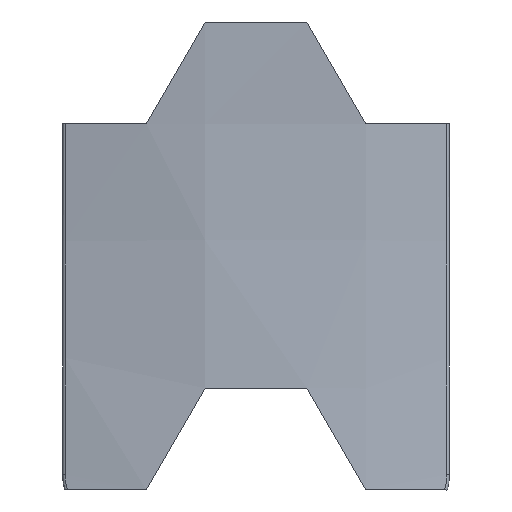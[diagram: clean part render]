
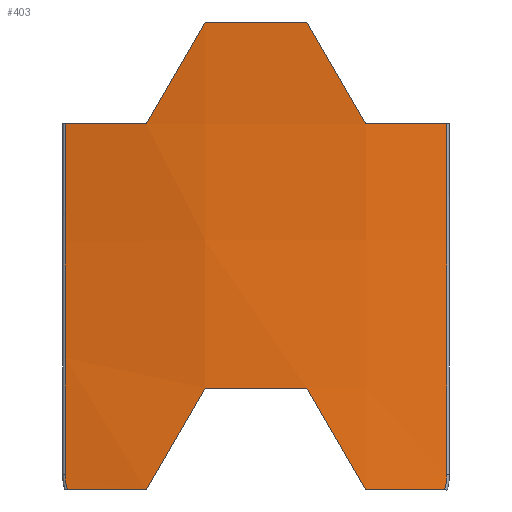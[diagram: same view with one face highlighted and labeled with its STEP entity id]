
A CAD part, front view. The second image highlights one B-rep face of the part: STEP entity #403.
In plain terms, the highlighted toroidal (fillet/blend) face has major radius 4376.74 mm and minor radius 579.438 mm.
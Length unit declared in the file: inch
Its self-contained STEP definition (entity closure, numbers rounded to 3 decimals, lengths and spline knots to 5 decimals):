
#16=TOROIDAL_SURFACE('',#451,172.3125,22.8125);
#26=CIRCLE('',#450,149.98677);
#27=CIRCLE('',#452,149.98677);
#53=FACE_OUTER_BOUND('',#77,.T.);
#77=EDGE_LOOP('',(#317,#318,#319,#320,#321,#322,#323,#324,#325,#326,#327,
#328,#329,#330));
#115=B_SPLINE_CURVE_WITH_KNOTS('',3,(#551,#552,#553,#554),.UNSPECIFIED.,
 .F.,.F.,(4,4),(254.64725,261.72982),.UNSPECIFIED.);
#117=B_SPLINE_CURVE_WITH_KNOTS('',3,(#565,#566,#567,#568,#569,#570),
 .UNSPECIFIED.,.F.,.F.,(4,2,4),(168.61114,171.71315,174.81517),
 .UNSPECIFIED.);
#119=B_SPLINE_CURVE_WITH_KNOTS('',3,(#582,#583,#584,#585,#586,#587),
 .UNSPECIFIED.,.F.,.F.,(4,2,4),(178.34414,182.4985,182.94832),
 .UNSPECIFIED.);
#123=B_SPLINE_CURVE_WITH_KNOTS('',3,(#663,#664,#665,#666),.UNSPECIFIED.,
 .F.,.F.,(4,4),(272.73746,279.82004),.UNSPECIFIED.);
#125=B_SPLINE_CURVE_WITH_KNOTS('',3,(#673,#674,#675,#676,#677,#678),
 .UNSPECIFIED.,.F.,.F.,(4,2,4),(160.6104,161.06022,165.21458),
 .UNSPECIFIED.);
#129=B_SPLINE_CURVE_WITH_KNOTS('',3,(#748,#749,#750,#751,#752,#753),
 .UNSPECIFIED.,.F.,.F.,(4,2,4),(178.19211,182.3538,182.9173),
 .UNSPECIFIED.);
#133=B_SPLINE_CURVE_WITH_KNOTS('',3,(#792,#793,#794,#795,#796,#797),
 .UNSPECIFIED.,.F.,.F.,(4,2,4),(160.33738,160.90088,165.06257),
 .UNSPECIFIED.);
#137=B_SPLINE_CURVE_WITH_KNOTS('',3,(#835,#836,#837,#838),.UNSPECIFIED.,
 .F.,.F.,(4,4),(253.32615,260.41546),.UNSPECIFIED.);
#139=B_SPLINE_CURVE_WITH_KNOTS('',3,(#847,#848,#849,#850,#851,#852),
 .UNSPECIFIED.,.F.,.F.,(4,2,4),(168.52532,171.62734,174.72936),
 .UNSPECIFIED.);
#141=B_SPLINE_CURVE_WITH_KNOTS('',3,(#862,#863,#864,#865),.UNSPECIFIED.,
 .F.,.F.,(4,4),(273.90761,280.99691),.UNSPECIFIED.);
#143=B_SPLINE_CURVE_WITH_KNOTS('',3,(#891,#892,#893,#894),.UNSPECIFIED.,
 .F.,.F.,(4,4),(-0.97249,0.),.UNSPECIFIED.);
#146=B_SPLINE_CURVE_WITH_KNOTS('',3,(#928,#929,#930,#931),.UNSPECIFIED.,
 .F.,.F.,(4,4),(-1.23432,-0.26184),.UNSPECIFIED.);
#151=VERTEX_POINT('',#549);
#152=VERTEX_POINT('',#550);
#155=VERTEX_POINT('',#564);
#157=VERTEX_POINT('',#580);
#158=VERTEX_POINT('',#581);
#163=VERTEX_POINT('',#672);
#167=VERTEX_POINT('',#746);
#168=VERTEX_POINT('',#747);
#173=VERTEX_POINT('',#790);
#174=VERTEX_POINT('',#791);
#179=VERTEX_POINT('',#834);
#181=VERTEX_POINT('',#846);
#183=VERTEX_POINT('',#890);
#186=VERTEX_POINT('',#926);
#191=EDGE_CURVE('',#151,#152,#115,.T.);
#195=EDGE_CURVE('',#152,#155,#117,.T.);
#198=EDGE_CURVE('',#157,#158,#119,.T.);
#204=EDGE_CURVE('',#155,#157,#123,.T.);
#206=EDGE_CURVE('',#163,#151,#125,.T.);
#211=EDGE_CURVE('',#167,#168,#129,.T.);
#217=EDGE_CURVE('',#173,#174,#133,.T.);
#223=EDGE_CURVE('',#174,#179,#137,.T.);
#226=EDGE_CURVE('',#179,#181,#139,.T.);
#229=EDGE_CURVE('',#181,#167,#141,.T.);
#231=EDGE_CURVE('',#163,#183,#143,.T.);
#236=EDGE_CURVE('',#186,#158,#146,.T.);
#240=EDGE_CURVE('',#183,#168,#26,.T.);
#241=EDGE_CURVE('',#173,#186,#27,.T.);
#317=ORIENTED_EDGE('',*,*,#206,.T.);
#318=ORIENTED_EDGE('',*,*,#191,.T.);
#319=ORIENTED_EDGE('',*,*,#195,.T.);
#320=ORIENTED_EDGE('',*,*,#204,.T.);
#321=ORIENTED_EDGE('',*,*,#198,.T.);
#322=ORIENTED_EDGE('',*,*,#236,.F.);
#323=ORIENTED_EDGE('',*,*,#241,.F.);
#324=ORIENTED_EDGE('',*,*,#217,.T.);
#325=ORIENTED_EDGE('',*,*,#223,.T.);
#326=ORIENTED_EDGE('',*,*,#226,.T.);
#327=ORIENTED_EDGE('',*,*,#229,.T.);
#328=ORIENTED_EDGE('',*,*,#211,.T.);
#329=ORIENTED_EDGE('',*,*,#240,.F.);
#330=ORIENTED_EDGE('',*,*,#231,.F.);
#403=ADVANCED_FACE('',(#53),#16,.T.);
#450=AXIS2_PLACEMENT_3D('',#941,#512,#513);
#451=AXIS2_PLACEMENT_3D('',#942,#514,#515);
#452=AXIS2_PLACEMENT_3D('',#943,#516,#517);
#512=DIRECTION('center_axis',(1.,0.,0.));
#513=DIRECTION('ref_axis',(0.,0.999,-0.033));
#514=DIRECTION('center_axis',(1.,0.,0.));
#515=DIRECTION('ref_axis',(0.,0.,-1.));
#516=DIRECTION('center_axis',(-1.,0.,0.));
#517=DIRECTION('ref_axis',(0.,0.999,0.033));
#549=CARTESIAN_POINT('',(-2.69338,-0.69186,-10.25));
#550=CARTESIAN_POINT('',(-1.25,-0.66669,-7.75));
#551=CARTESIAN_POINT('Ctrl Pts',(-2.69338,-0.69186,-10.25));
#552=CARTESIAN_POINT('Ctrl Pts',(-2.20737,-0.69199,-9.40821));
#553=CARTESIAN_POINT('Ctrl Pts',(-1.7258,-0.68332,-8.5741));
#554=CARTESIAN_POINT('Ctrl Pts',(-1.25,-0.66669,-7.75));
#564=CARTESIAN_POINT('',(1.25,-0.66669,-7.75));
#565=CARTESIAN_POINT('Ctrl Pts',(-1.25,-0.66669,-7.75));
#566=CARTESIAN_POINT('Ctrl Pts',(-0.82508,-0.69004,-7.75));
#567=CARTESIAN_POINT('Ctrl Pts',(-0.40709,-0.70101,
-7.75));
#568=CARTESIAN_POINT('Ctrl Pts',(0.40709,-0.70101,-7.75));
#569=CARTESIAN_POINT('Ctrl Pts',(0.82508,-0.69004,-7.75));
#570=CARTESIAN_POINT('Ctrl Pts',(1.25,-0.66669,-7.75));
#580=CARTESIAN_POINT('',(2.69338,-0.69186,-10.25));
#581=CARTESIAN_POINT('',(4.63646,-0.37454,-10.25));
#582=CARTESIAN_POINT('Ctrl Pts',(2.69338,-0.69186,-10.25));
#583=CARTESIAN_POINT('Ctrl Pts',(3.27655,-0.62236,-10.25));
#584=CARTESIAN_POINT('Ctrl Pts',(3.86425,-0.52922,-10.25));
#585=CARTESIAN_POINT('Ctrl Pts',(4.51038,-0.4005,-10.25));
#586=CARTESIAN_POINT('Ctrl Pts',(4.57345,-0.38765,-10.25));
#587=CARTESIAN_POINT('Ctrl Pts',(4.63646,-0.37454,-10.25));
#663=CARTESIAN_POINT('Ctrl Pts',(1.25,-0.66669,-7.75));
#664=CARTESIAN_POINT('Ctrl Pts',(1.7258,-0.68332,-8.5741));
#665=CARTESIAN_POINT('Ctrl Pts',(2.20737,-0.69199,-9.40821));
#666=CARTESIAN_POINT('Ctrl Pts',(2.69338,-0.69186,-10.25));
#672=CARTESIAN_POINT('',(-4.63646,-0.37454,-10.25));
#673=CARTESIAN_POINT('Ctrl Pts',(-4.63646,-0.37454,-10.25));
#674=CARTESIAN_POINT('Ctrl Pts',(-4.57345,-0.38765,-10.25));
#675=CARTESIAN_POINT('Ctrl Pts',(-4.51038,-0.4005,-10.25));
#676=CARTESIAN_POINT('Ctrl Pts',(-3.86425,-0.52922,-10.25));
#677=CARTESIAN_POINT('Ctrl Pts',(-3.27655,-0.62236,-10.25));
#678=CARTESIAN_POINT('Ctrl Pts',(-2.69338,-0.69186,-10.25));
#746=CARTESIAN_POINT('',(-2.69338,-0.34566,-1.25));
#747=CARTESIAN_POINT('',(-4.68744,-0.01844,-1.25));
#748=CARTESIAN_POINT('Ctrl Pts',(-2.69338,-0.34566,-1.25));
#749=CARTESIAN_POINT('Ctrl Pts',(-3.2776,-0.2762,-1.25));
#750=CARTESIAN_POINT('Ctrl Pts',(-3.86637,-0.18307,-1.25));
#751=CARTESIAN_POINT('Ctrl Pts',(-4.52954,-0.05115,-1.25));
#752=CARTESIAN_POINT('Ctrl Pts',(-4.60854,-0.035,
-1.25));
#753=CARTESIAN_POINT('Ctrl Pts',(-4.68744,-0.01844,
-1.25));
#790=CARTESIAN_POINT('',(4.68744,-0.01844,-1.25));
#791=CARTESIAN_POINT('',(2.69338,-0.34566,-1.25));
#792=CARTESIAN_POINT('Ctrl Pts',(4.68744,-0.01844,-1.25));
#793=CARTESIAN_POINT('Ctrl Pts',(4.60854,-0.035,-1.25));
#794=CARTESIAN_POINT('Ctrl Pts',(4.52954,-0.05115,-1.25));
#795=CARTESIAN_POINT('Ctrl Pts',(3.86637,-0.18307,-1.25));
#796=CARTESIAN_POINT('Ctrl Pts',(3.2776,-0.2762,-1.25));
#797=CARTESIAN_POINT('Ctrl Pts',(2.69338,-0.34566,-1.25));
#834=CARTESIAN_POINT('',(1.25,-0.47095,1.25));
#835=CARTESIAN_POINT('Ctrl Pts',(2.69338,-0.34566,-1.25));
#836=CARTESIAN_POINT('Ctrl Pts',(2.20757,-0.3964,-0.40856));
#837=CARTESIAN_POINT('Ctrl Pts',(1.726,-0.43794,0.42554));
#838=CARTESIAN_POINT('Ctrl Pts',(1.25,-0.47095,1.25));
#846=CARTESIAN_POINT('',(-1.25,-0.47095,1.25));
#847=CARTESIAN_POINT('Ctrl Pts',(1.25,-0.47095,1.25));
#848=CARTESIAN_POINT('Ctrl Pts',(0.82508,-0.49427,1.25));
#849=CARTESIAN_POINT('Ctrl Pts',(0.40709,-0.50523,1.25));
#850=CARTESIAN_POINT('Ctrl Pts',(-0.40709,-0.50523,1.25));
#851=CARTESIAN_POINT('Ctrl Pts',(-0.82508,-0.49427,
1.25));
#852=CARTESIAN_POINT('Ctrl Pts',(-1.25,-0.47095,1.25));
#862=CARTESIAN_POINT('Ctrl Pts',(-1.25,-0.47095,1.25));
#863=CARTESIAN_POINT('Ctrl Pts',(-1.726,-0.43794,0.42554));
#864=CARTESIAN_POINT('Ctrl Pts',(-2.20757,-0.3964,-0.40856));
#865=CARTESIAN_POINT('Ctrl Pts',(-2.69338,-0.34566,-1.25));
#890=CARTESIAN_POINT('',(-4.68744,-0.33857,-9.87361));
#891=CARTESIAN_POINT('Ctrl Pts',(-4.63646,-0.37454,-10.25));
#892=CARTESIAN_POINT('Ctrl Pts',(-4.67015,-0.35917,-10.12789));
#893=CARTESIAN_POINT('Ctrl Pts',(-4.68744,-0.34697,-10.00089));
#894=CARTESIAN_POINT('Ctrl Pts',(-4.68744,-0.33857,-9.87361));
#926=CARTESIAN_POINT('',(4.68744,-0.33857,-9.87361));
#928=CARTESIAN_POINT('Ctrl Pts',(4.68744,-0.33857,-9.87361));
#929=CARTESIAN_POINT('Ctrl Pts',(4.68744,-0.34697,-10.00089));
#930=CARTESIAN_POINT('Ctrl Pts',(4.67015,-0.35917,-10.12789));
#931=CARTESIAN_POINT('Ctrl Pts',(4.63646,-0.37454,-10.25));
#941=CARTESIAN_POINT('Origin',(-4.68744,-150.,0.));
#942=CARTESIAN_POINT('Origin',(0.,-150.,0.));
#943=CARTESIAN_POINT('Origin',(4.68744,-150.,0.));
